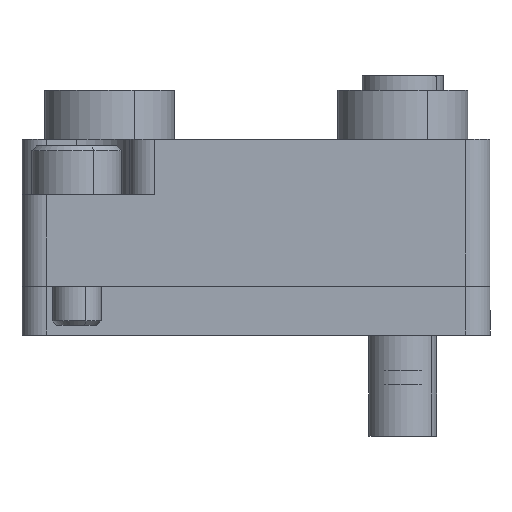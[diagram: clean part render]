
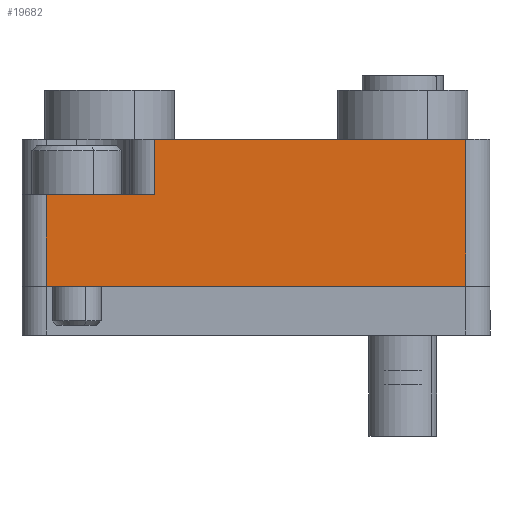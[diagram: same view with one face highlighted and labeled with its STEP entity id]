
A CAD part, front view. The second image highlights one B-rep face of the part: STEP entity #19682.
In plain terms, the highlighted face is planar.
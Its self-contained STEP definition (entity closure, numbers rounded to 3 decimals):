
#159 = LINE ( 'NONE', #13227, #14500 ) ;
#1047 = LINE ( 'NONE', #10589, #17199 ) ;
#1650 = VECTOR ( 'NONE', #5474, 1000. ) ;
#2043 = CARTESIAN_POINT ( 'NONE',  ( 30., 0., 14.35 ) ) ;
#2650 = ORIENTED_EDGE ( 'NONE', *, *, #3240, .F. ) ;
#3240 = EDGE_CURVE ( 'NONE', #5940, #3457, #1047, .T. ) ;
#3457 = VERTEX_POINT ( 'NONE', #16664 ) ;
#3882 = LINE ( 'NONE', #2043, #1650 ) ;
#3921 = ORIENTED_EDGE ( 'NONE', *, *, #4316, .T. ) ;
#4316 = EDGE_CURVE ( 'NONE', #5940, #17209, #14867, .T. ) ;
#4738 = CARTESIAN_POINT ( 'NONE',  ( 30., 5.6, 12.85 ) ) ;
#5059 = VERTEX_POINT ( 'NONE', #15855 ) ;
#5196 = CARTESIAN_POINT ( 'NONE',  ( 30., 9., -12.85 ) ) ;
#5474 = DIRECTION ( 'NONE',  ( 0., 0., -1. ) ) ;
#5905 = AXIS2_PLACEMENT_3D ( 'NONE', #9547, #17796, #19408 ) ;
#5940 = VERTEX_POINT ( 'NONE', #4738 ) ;
#6626 = CARTESIAN_POINT ( 'NONE',  ( 30., 0., 12.85 ) ) ;
#6781 = EDGE_LOOP ( 'NONE', ( #14611, #18126, #19971, #7725, #2650, #3921 ) ) ;
#7725 = ORIENTED_EDGE ( 'NONE', *, *, #14182, .T. ) ;
#7807 = DIRECTION ( 'NONE',  ( 0., -1., 0. ) ) ;
#8445 = CARTESIAN_POINT ( 'NONE',  ( 30., 9., 6.25 ) ) ;
#9547 = CARTESIAN_POINT ( 'NONE',  ( 30., 9., 14.35 ) ) ;
#10016 = LINE ( 'NONE', #5196, #16898 ) ;
#10382 = VERTEX_POINT ( 'NONE', #8445 ) ;
#10451 = VECTOR ( 'NONE', #18198, 1000. ) ;
#10589 = CARTESIAN_POINT ( 'NONE',  ( 30., 5.6, 7.75 ) ) ;
#10613 = VECTOR ( 'NONE', #7807, 1000. ) ;
#11120 = DIRECTION ( 'NONE',  ( 0., 0., -1. ) ) ;
#11944 = EDGE_CURVE ( 'NONE', #5059, #12058, #10016, .T. ) ;
#11968 = EDGE_CURVE ( 'NONE', #10382, #12058, #159, .T. ) ;
#12058 = VERTEX_POINT ( 'NONE', #15159 ) ;
#12526 = CARTESIAN_POINT ( 'NONE',  ( 30., 5.6, 6.25 ) ) ;
#12603 = DIRECTION ( 'NONE',  ( 0., 0., -1. ) ) ;
#12722 = CARTESIAN_POINT ( 'NONE',  ( 30., 0., 12.85 ) ) ;
#13227 = CARTESIAN_POINT ( 'NONE',  ( 30., 9., 14.35 ) ) ;
#14023 = LINE ( 'NONE', #12526, #10613 ) ;
#14182 = EDGE_CURVE ( 'NONE', #10382, #3457, #14023, .T. ) ;
#14500 = VECTOR ( 'NONE', #11120, 1000. ) ;
#14611 = ORIENTED_EDGE ( 'NONE', *, *, #19835, .T. ) ;
#14867 = LINE ( 'NONE', #6626, #10451 ) ;
#15159 = CARTESIAN_POINT ( 'NONE',  ( 30., 9., -12.85 ) ) ;
#15855 = CARTESIAN_POINT ( 'NONE',  ( 30., 0., -12.85 ) ) ;
#16512 = PLANE ( 'NONE',  #5905 ) ;
#16664 = CARTESIAN_POINT ( 'NONE',  ( 30., 5.6, 6.25 ) ) ;
#16898 = VECTOR ( 'NONE', #20974, 1000. ) ;
#17199 = VECTOR ( 'NONE', #12603, 1000. ) ;
#17209 = VERTEX_POINT ( 'NONE', #12722 ) ;
#17796 = DIRECTION ( 'NONE',  ( 1., 0., 0. ) ) ;
#18126 = ORIENTED_EDGE ( 'NONE', *, *, #11944, .T. ) ;
#18198 = DIRECTION ( 'NONE',  ( 0., -1., 0. ) ) ;
#19408 = DIRECTION ( 'NONE',  ( 0., 1., 0. ) ) ;
#19682 = ADVANCED_FACE ( 'NONE', ( #19823 ), #16512, .T. ) ;
#19823 = FACE_OUTER_BOUND ( 'NONE', #6781, .T. ) ;
#19835 = EDGE_CURVE ( 'NONE', #17209, #5059, #3882, .T. ) ;
#19971 = ORIENTED_EDGE ( 'NONE', *, *, #11968, .F. ) ;
#20974 = DIRECTION ( 'NONE',  ( 0., 1., 0. ) ) ;
